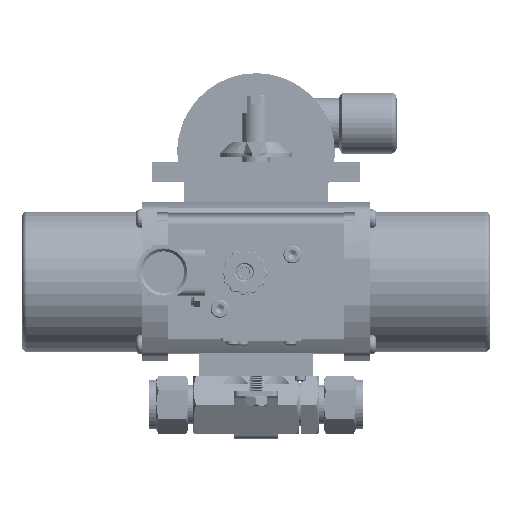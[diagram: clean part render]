
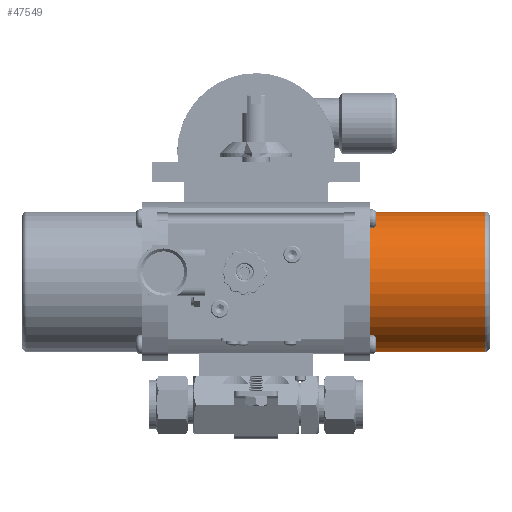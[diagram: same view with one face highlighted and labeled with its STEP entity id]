
A CAD part, top view. The second image highlights one B-rep face of the part: STEP entity #47549.
In plain terms, the highlighted cylindrical face has radius 30.963 mm (diameter 61.925 mm), a partial arc.
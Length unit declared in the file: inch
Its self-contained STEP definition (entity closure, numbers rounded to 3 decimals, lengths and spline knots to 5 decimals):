
#25 = VECTOR ( 'NONE', #46540, 39.37008 ) ;
#3159 = VERTEX_POINT ( 'NONE', #12840 ) ;
#6003 = CIRCLE ( 'NONE', #14224, 1.219 ) ;
#6449 = CARTESIAN_POINT ( 'NONE',  ( 3.9725, 2.136, 0. ) ) ;
#9883 = VERTEX_POINT ( 'NONE', #211192 ) ;
#12840 = CARTESIAN_POINT ( 'NONE',  ( 3.9725, 3.355, 0. ) ) ;
#14224 = AXIS2_PLACEMENT_3D ( 'NONE', #52617, #173564, #70057 ) ;
#19341 = VERTEX_POINT ( 'NONE', #50209 ) ;
#23882 = DIRECTION ( 'NONE',  ( 0., -1., 0. ) ) ;
#29703 = ORIENTED_EDGE ( 'NONE', *, *, #78610, .T. ) ;
#45818 = ORIENTED_EDGE ( 'NONE', *, *, #72301, .F. ) ;
#46540 = DIRECTION ( 'NONE',  ( -1., 0., 0. ) ) ;
#47549 = ADVANCED_FACE ( 'NONE', ( #117448 ), #157999, .T. ) ;
#48242 = CARTESIAN_POINT ( 'NONE',  ( 1.7145, 0.917, 0. ) ) ;
#48541 = AXIS2_PLACEMENT_3D ( 'NONE', #6449, #127511, #23882 ) ;
#50209 = CARTESIAN_POINT ( 'NONE',  ( 1.8575, 0.917, 0. ) ) ;
#52617 = CARTESIAN_POINT ( 'NONE',  ( 1.8575, 2.136, 0. ) ) ;
#63937 = CARTESIAN_POINT ( 'NONE',  ( 1.7145, 3.355, 0. ) ) ;
#64132 = CARTESIAN_POINT ( 'NONE',  ( 3.9725, 0.917, 0. ) ) ;
#70057 = DIRECTION ( 'NONE',  ( 0., -1., 0. ) ) ;
#72301 = EDGE_CURVE ( 'NONE', #104344, #19341, #132842, .T. ) ;
#78610 = EDGE_CURVE ( 'NONE', #3159, #9883, #97469, .T. ) ;
#97469 = LINE ( 'NONE', #63937, #25 ) ;
#104344 = VERTEX_POINT ( 'NONE', #64132 ) ;
#117027 = DIRECTION ( 'NONE',  ( -1., 0., 0. ) ) ;
#117448 = FACE_OUTER_BOUND ( 'NONE', #181464, .T. ) ;
#127511 = DIRECTION ( 'NONE',  ( -1., 0., 0. ) ) ;
#132842 = LINE ( 'NONE', #48242, #173426 ) ;
#137572 = CIRCLE ( 'NONE', #48541, 1.219 ) ;
#139451 = EDGE_CURVE ( 'NONE', #9883, #19341, #6003, .T. ) ;
#153668 = ORIENTED_EDGE ( 'NONE', *, *, #187192, .T. ) ;
#157999 = CYLINDRICAL_SURFACE ( 'NONE', #197306, 1.219 ) ;
#161607 = CARTESIAN_POINT ( 'NONE',  ( 1.7145, 2.136, 0. ) ) ;
#173426 = VECTOR ( 'NONE', #117027, 39.37008 ) ;
#173564 = DIRECTION ( 'NONE',  ( 1., 0., 0. ) ) ;
#179067 = DIRECTION ( 'NONE',  ( 0., 1., 0. ) ) ;
#181464 = EDGE_LOOP ( 'NONE', ( #45818, #153668, #29703, #209894 ) ) ;
#187192 = EDGE_CURVE ( 'NONE', #104344, #3159, #137572, .T. ) ;
#194922 = DIRECTION ( 'NONE',  ( -1., 0., 0. ) ) ;
#197306 = AXIS2_PLACEMENT_3D ( 'NONE', #161607, #194922, #179067 ) ;
#209894 = ORIENTED_EDGE ( 'NONE', *, *, #139451, .T. ) ;
#211192 = CARTESIAN_POINT ( 'NONE',  ( 1.8575, 3.355, 0. ) ) ;
